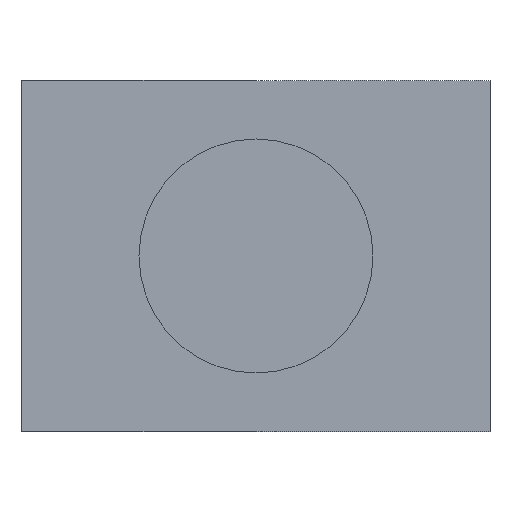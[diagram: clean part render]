
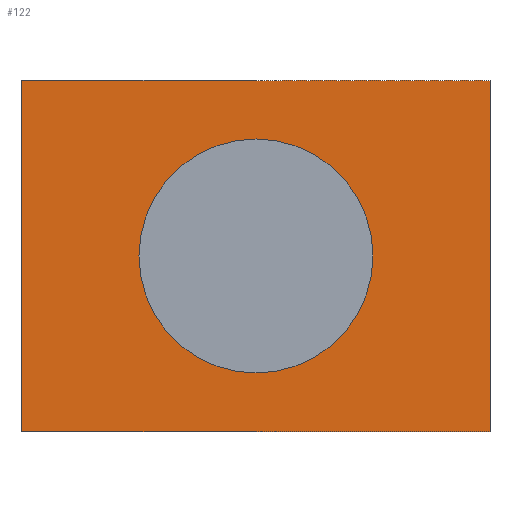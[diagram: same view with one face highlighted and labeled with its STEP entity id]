
A CAD part, front view. The second image highlights one B-rep face of the part: STEP entity #122.
In plain terms, the highlighted planar face has unit normal (0, -1, 0).
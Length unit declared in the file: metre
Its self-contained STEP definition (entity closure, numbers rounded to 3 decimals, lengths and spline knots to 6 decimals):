
#13=CIRCLE('',#144,0.0015);
#31=ORIENTED_EDGE('',*,*,#55,.F.);
#32=ORIENTED_EDGE('',*,*,#45,.F.);
#33=ORIENTED_EDGE('',*,*,#49,.T.);
#34=ORIENTED_EDGE('',*,*,#52,.T.);
#35=ORIENTED_EDGE('',*,*,#54,.F.);
#45=EDGE_CURVE('',#59,#60,#69,.T.);
#49=EDGE_CURVE('',#59,#62,#73,.T.);
#52=EDGE_CURVE('',#62,#64,#76,.T.);
#54=EDGE_CURVE('',#60,#64,#78,.T.);
#55=EDGE_CURVE('',#65,#65,#13,.T.);
#59=VERTEX_POINT('',#189);
#60=VERTEX_POINT('',#191);
#62=VERTEX_POINT('',#197);
#64=VERTEX_POINT('',#203);
#65=VERTEX_POINT('',#210);
#69=LINE('',#190,#81);
#73=LINE('',#198,#85);
#76=LINE('',#204,#88);
#78=LINE('',#207,#90);
#81=VECTOR('',#155,1.);
#85=VECTOR('',#161,1.);
#88=VECTOR('',#166,1.);
#90=VECTOR('',#170,1.);
#95=EDGE_LOOP('',(#31));
#96=EDGE_LOOP('',(#32,#33,#34,#35));
#105=FACE_BOUND('',#95,.T.);
#106=FACE_BOUND('',#96,.T.);
#115=PLANE('',#143);
#122=ADVANCED_FACE('',(#105,#106),#115,.T.);
#143=AXIS2_PLACEMENT_3D('',#208,#171,#172);
#144=AXIS2_PLACEMENT_3D('',#209,#173,#174);
#155=DIRECTION('',(0.,0.,1.));
#161=DIRECTION('',(1.,0.,0.));
#166=DIRECTION('',(0.,0.,1.));
#170=DIRECTION('',(1.,0.,0.));
#171=DIRECTION('',(0.,-1.,0.));
#172=DIRECTION('',(1.,0.,0.));
#173=DIRECTION('',(0.,-1.,0.));
#174=DIRECTION('',(0.,0.,-1.));
#189=CARTESIAN_POINT('',(0.,-0.0035,0.));
#190=CARTESIAN_POINT('',(0.,-0.0035,0.00225));
#191=CARTESIAN_POINT('',(0.,-0.0035,0.0045));
#197=CARTESIAN_POINT('',(0.006,-0.0035,0.));
#198=CARTESIAN_POINT('',(0.003,-0.0035,0.));
#203=CARTESIAN_POINT('',(0.006,-0.0035,0.0045));
#204=CARTESIAN_POINT('',(0.006,-0.0035,0.00225));
#207=CARTESIAN_POINT('',(0.003,-0.0035,0.0045));
#208=CARTESIAN_POINT('',(0.003,-0.0035,0.00225));
#209=CARTESIAN_POINT('',(0.003,-0.0035,0.00225));
#210=CARTESIAN_POINT('',(0.003,-0.0035,0.00075));
